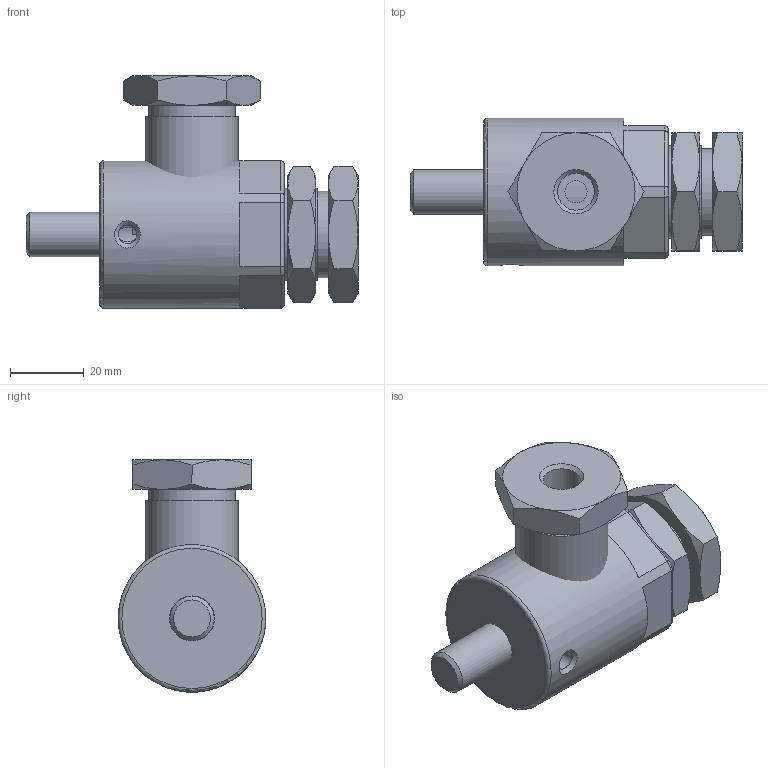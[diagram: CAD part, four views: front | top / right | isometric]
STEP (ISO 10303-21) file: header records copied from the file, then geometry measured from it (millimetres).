
FILE_DESCRIPTION( ( 'Unknown' ), '1' );
FILE_NAME( 'SU11-1265.stp', 'Unknown', ( 'Unknown' ), ( 'Unknown' ), 'XStep 1.0', 'Unknown', ' ' );
FILE_SCHEMA( ( 'CONFIG_CONTROL_DESIGN' ) );
Length unit declared in the file: millimetre
Products named in the file (5): Assem1; 1; 2; 3; 4
Bounding box: 90 x 40 x 62.99 mm (x, y, z)
Volume: 147470.6 mm3; surface area: 41637.2 mm2
Topology: 8 solids, 8 shells, 186 faces, 406 edges, 244 vertices
Faces by surface type: plane 72, cone 66, cylinder 32, torus 14, bspline 2
Full cylindrical faces by diameter (mm): 5 x2, 6 x2, 10 x2, 10.2 x2, 12 x2, 23.5 x6, 25 x2, 40 x2
Entity records: 3027 total; most frequent: CARTESIAN_POINT 958, DIRECTION 374, ORIENTED_EDGE 354, EDGE_CURVE 177, AXIS2_PLACEMENT_3D 166, EDGE_LOOP 124, VERTEX_POINT 115, FACE_OUTER_BOUND 105
